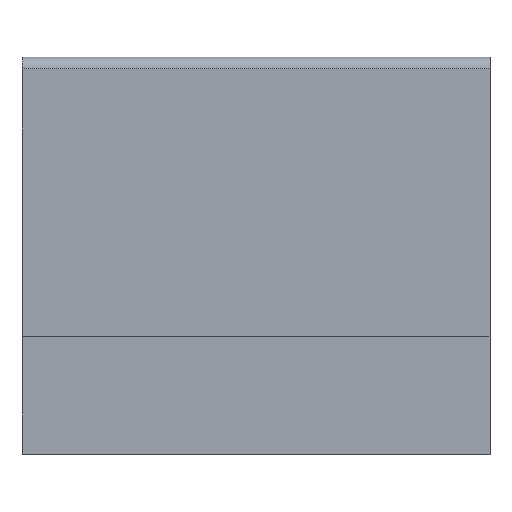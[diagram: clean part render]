
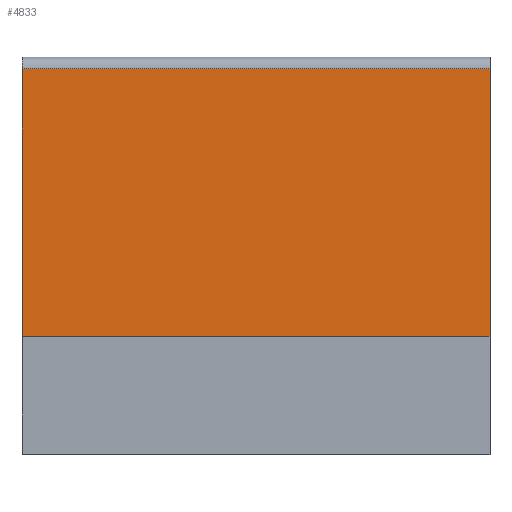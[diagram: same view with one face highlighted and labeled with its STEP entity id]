
A CAD part, top view. The second image highlights one B-rep face of the part: STEP entity #4833.
In plain terms, the highlighted planar face has unit normal (0, 0, 1).
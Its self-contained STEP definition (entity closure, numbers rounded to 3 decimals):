
#135=PLANE('',#5115);
#379=FACE_OUTER_BOUND('',#624,.T.);
#624=EDGE_LOOP('',(#3615,#3616,#3617,#3618));
#1065=LINE('',#7065,#1705);
#1067=LINE('',#7069,#1707);
#1068=LINE('',#7071,#1708);
#1069=LINE('',#7072,#1709);
#1705=VECTOR('',#5788,1.);
#1707=VECTOR('',#5792,1.);
#1708=VECTOR('',#5793,1.);
#1709=VECTOR('',#5794,1.);
#2289=VERTEX_POINT('',#7062);
#2290=VERTEX_POINT('',#7064);
#2291=VERTEX_POINT('',#7068);
#2292=VERTEX_POINT('',#7070);
#2787=EDGE_CURVE('',#2290,#2289,#1065,.T.);
#2789=EDGE_CURVE('',#2289,#2291,#1067,.T.);
#2790=EDGE_CURVE('',#2292,#2291,#1068,.T.);
#2791=EDGE_CURVE('',#2290,#2292,#1069,.T.);
#3615=ORIENTED_EDGE('',*,*,#2787,.T.);
#3616=ORIENTED_EDGE('',*,*,#2789,.T.);
#3617=ORIENTED_EDGE('',*,*,#2790,.F.);
#3618=ORIENTED_EDGE('',*,*,#2791,.F.);
#4833=ADVANCED_FACE('',(#379),#135,.F.);
#5115=AXIS2_PLACEMENT_3D('',#7067,#5790,#5791);
#5788=DIRECTION('',(1.,0.,0.));
#5790=DIRECTION('center_axis',(0.,0.,-1.));
#5791=DIRECTION('ref_axis',(-1.,0.,0.));
#5792=DIRECTION('',(0.,1.,0.));
#5793=DIRECTION('',(1.,0.,0.));
#5794=DIRECTION('',(0.,1.,0.));
#7062=CARTESIAN_POINT('',(-5.965,11.885,8.1));
#7064=CARTESIAN_POINT('',(-17.865,11.885,8.1));
#7065=CARTESIAN_POINT('',(-17.865,11.885,8.1));
#7067=CARTESIAN_POINT('Origin',(-17.865,11.885,8.1));
#7068=CARTESIAN_POINT('',(-5.965,18.685,8.1));
#7069=CARTESIAN_POINT('',(-5.965,11.885,8.1));
#7070=CARTESIAN_POINT('',(-17.865,18.685,8.1));
#7071=CARTESIAN_POINT('',(-17.865,18.685,8.1));
#7072=CARTESIAN_POINT('',(-17.865,11.885,8.1));
